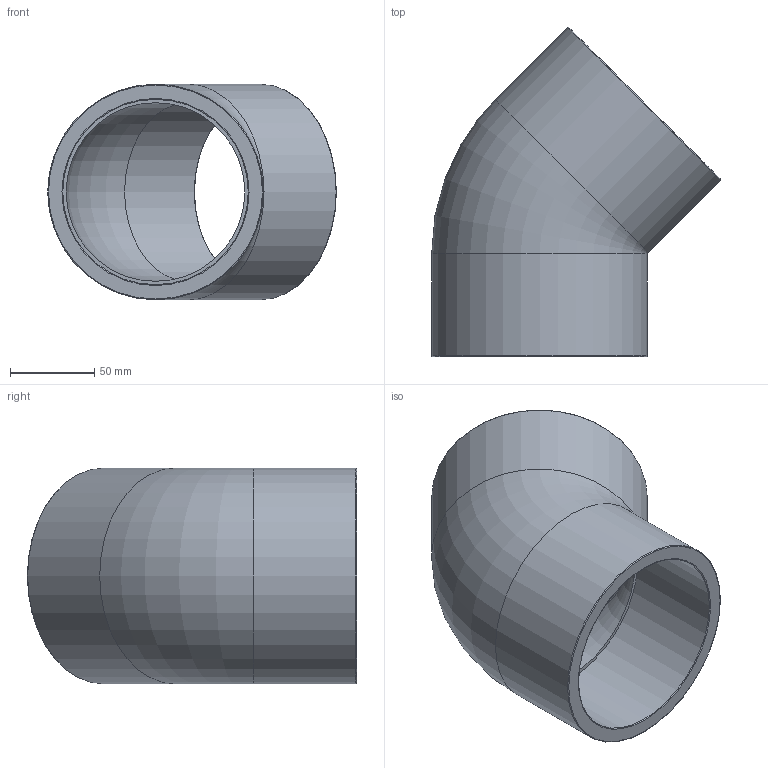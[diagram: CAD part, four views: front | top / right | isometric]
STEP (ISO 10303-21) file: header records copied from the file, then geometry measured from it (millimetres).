
FILE_DESCRIPTION(/* description */ (''),/* implementation_level */ '2;1');
FILE_NAME(/* name */ 'EY501100.stp',/* time_stamp */ '2016-10-17T15:02:32+02:00',/* author */ ('Gabriele'),/* organization */ (''),/* preprocessor_version */ 'ST-DEVELOPER v16.5',/* originating_system */ 'Autodesk Inventor 2017',/* authorisation */ '');
FILE_SCHEMA (('AUTOMOTIVE_DESIGN { 1 0 10303 214 3 1 1 }'));
Length unit declared in the file: millimetre
Products named in the file (1): EY501100
Bounding box: 171.32 x 195.38 x 128 mm (x, y, z)
Volume: 617859 mm3; surface area: 136703.5 mm2
Topology: 1 solids, 1 shells, 14 faces, 24 edges, 14 vertices
Faces by surface type: torus 6, plane 4, cylinder 4
Full cylindrical faces by diameter (mm): 110 x2, 128 x2
Entity records: 312 total; most frequent: DIRECTION 58, CARTESIAN_POINT 43, AXIS2_PLACEMENT_3D 29, EDGE_LOOP 28, ORIENTED_EDGE 28, FACE_BOUND 14, FACE_OUTER_BOUND 14, CIRCLE 14
